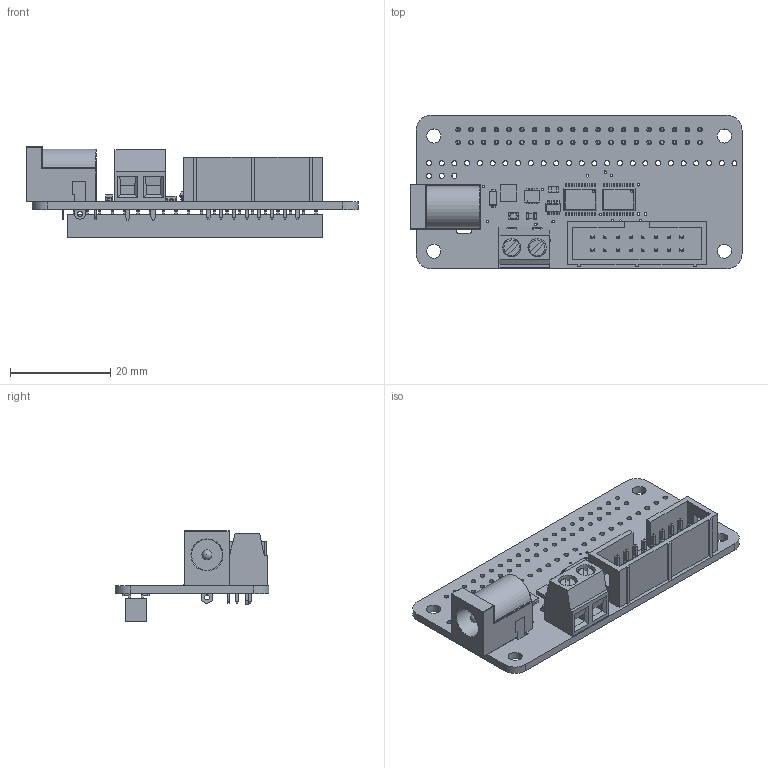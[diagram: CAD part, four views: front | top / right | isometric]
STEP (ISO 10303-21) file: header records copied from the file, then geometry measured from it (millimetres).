
FILE_DESCRIPTION(/* description */ (''),/* implementation_level */ '2;1');
FILE_NAME(/* name */ 'Adafruit RGB Matrix Bonnet v1.step',/* time_stamp */ '2022-05-20T09:21:09-04:00',/* author */ (''),/* organization */ (''),/* preprocessor_version */ 'ST-DEVELOPER v18.1',/* originating_system */ 'Autodesk Translation Framework v10.14.0.1471',/* authorisation */ '');
FILE_SCHEMA (('AUTOMOTIVE_DESIGN { 1 0 10303 214 3 1 1 }'));
Products named in the file (14): Adafruit RGB Matrix Bonnet; PCB Component; Board; RASPBERRYPI_BPLUS_BONNET_THMSMT; MAX4866T; 1K; AON7401; AON3414; PINHEAD; 74AHCT245; MBR120; green; 2X08_SHROUDED; 2.1mm DC
Assembly tree (15 placements, depth 3):
  Adafruit RGB Matrix Bonnet
    PCB Component
      Board
      RASPBERRYPI_BPLUS_BONNET_THMSMT
      MAX4866T
      1K  x2
      AON7401
      AON3414
      PINHEAD
      74AHCT245  x2
      MBR120
      green
      2X08_SHROUDED
      2.1mm DC
Bounding box: 66.25 x 30.66 x 18.11 mm (x, y, z)
Volume: 6684.6 mm3; surface area: 10080.8 mm2
Topology: 112 solids, 112 shells, 2513 faces, 6117 edges, 3827 vertices
Faces by surface type: plane 1999, cylinder 459, sphere 46, torus 9
Full cylindrical faces by diameter (mm): 0.119 x1, 0.45 x2, 0.5 x20, 0.9 x40, 1 x47, 1.1 x2, 2 x1, 2.8 x4, 3.5 x2, 3.7 x2, 6.2 x1
Entity records: 63367 total; most frequent: CARTESIAN_POINT 10764, ORIENTED_EDGE 10396, DIRECTION 10281, EDGE_CURVE 5198, LINE 4457, VECTOR 4457, VERTEX_POINT 3265, AXIS2_PLACEMENT_3D 2912
